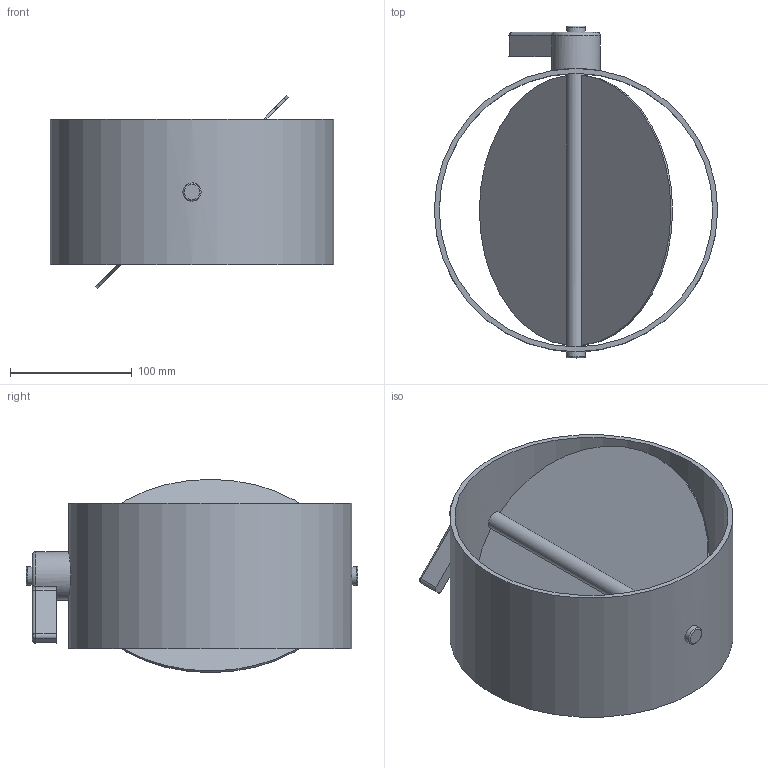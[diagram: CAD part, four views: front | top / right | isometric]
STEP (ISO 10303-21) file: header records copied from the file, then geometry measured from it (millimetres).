
FILE_DESCRIPTION (( 'STEP AP203' ), '1' );
FILE_NAME ('1SE2030_F542A-SERR-TARATURA_28.STEP', '2022-03-10T11:07:33', ( '' ), ( '' ), 'SwSTEP 2.0', 'SolidWorks 2018', '' );
FILE_SCHEMA (( 'CONFIG_CONTROL_DESIGN' ));
Length unit declared in the file: millimetre
Products named in the file (1): 1SE2030_F542A-SERR-TARATURA_28
Bounding box: 233 x 273 x 158.92 mm (x, y, z)
Volume: 506686.1 mm3; surface area: 267669.8 mm2
Topology: 1 solids, 1 shells, 35 faces, 78 edges, 46 vertices
Faces by surface type: cylinder 15, plane 13, torus 5, sphere 2
Full cylindrical faces by diameter (mm): 15 x3, 40 x1, 225 x1, 233 x1
Entity records: 1322 total; most frequent: CARTESIAN_POINT 520, DIRECTION 161, ORIENTED_EDGE 126, AXIS2_PLACEMENT_3D 70, EDGE_CURVE 63, EDGE_LOOP 52, FACE_OUTER_BOUND 43, VERTEX_POINT 43
